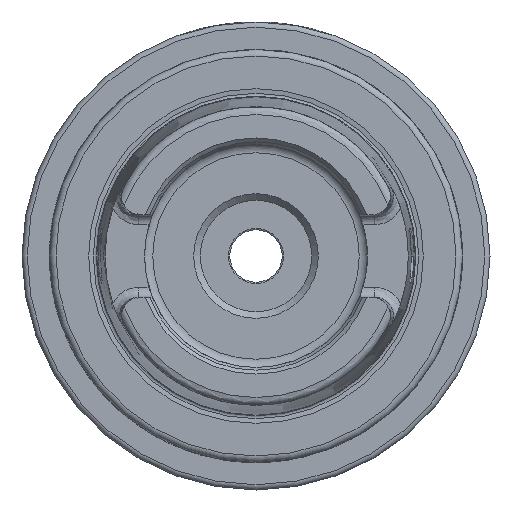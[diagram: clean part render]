
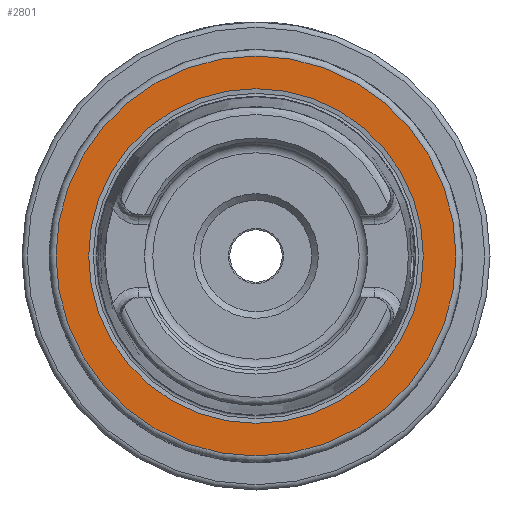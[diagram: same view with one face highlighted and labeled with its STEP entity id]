
A CAD part, left-side view. The second image highlights one B-rep face of the part: STEP entity #2801.
In plain terms, the highlighted planar face has unit normal (-1, 0, 0).
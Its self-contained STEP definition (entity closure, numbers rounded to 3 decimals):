
#131=PLANE('',#3133);
#274=FACE_OUTER_BOUND('',#664,.T.);
#454=CIRCLE('',#3131,25.521);
#455=CIRCLE('',#3132,25.521);
#456=CIRCLE('',#3134,30.5);
#457=CIRCLE('',#3135,30.5);
#504=FACE_BOUND('',#665,.T.);
#664=EDGE_LOOP('',(#2622,#2623));
#665=EDGE_LOOP('',(#2624,#2625));
#1309=VERTEX_POINT('',#6668);
#1310=VERTEX_POINT('',#6670);
#1311=VERTEX_POINT('',#6674);
#1312=VERTEX_POINT('',#6675);
#1748=EDGE_CURVE('',#1310,#1309,#454,.T.);
#1749=EDGE_CURVE('',#1309,#1310,#455,.T.);
#1750=EDGE_CURVE('',#1311,#1312,#456,.T.);
#1751=EDGE_CURVE('',#1312,#1311,#457,.T.);
#2622=ORIENTED_EDGE('',*,*,#1750,.F.);
#2623=ORIENTED_EDGE('',*,*,#1751,.F.);
#2624=ORIENTED_EDGE('',*,*,#1748,.T.);
#2625=ORIENTED_EDGE('',*,*,#1749,.T.);
#2801=ADVANCED_FACE('',(#274,#504),#131,.T.);
#3131=AXIS2_PLACEMENT_3D('',#6671,#3866,#3867);
#3132=AXIS2_PLACEMENT_3D('',#6672,#3868,#3869);
#3133=AXIS2_PLACEMENT_3D('',#6673,#3870,#3871);
#3134=AXIS2_PLACEMENT_3D('',#6676,#3872,#3873);
#3135=AXIS2_PLACEMENT_3D('',#6677,#3874,#3875);
#3866=DIRECTION('center_axis',(1.,0.,0.));
#3867=DIRECTION('ref_axis',(0.,0.,-1.));
#3868=DIRECTION('center_axis',(1.,0.,0.));
#3869=DIRECTION('ref_axis',(0.,0.,-1.));
#3870=DIRECTION('center_axis',(-1.,0.,0.));
#3871=DIRECTION('ref_axis',(0.,0.,1.));
#3872=DIRECTION('center_axis',(1.,0.,0.));
#3873=DIRECTION('ref_axis',(0.,0.,-1.));
#3874=DIRECTION('center_axis',(1.,0.,0.));
#3875=DIRECTION('ref_axis',(0.,0.,-1.));
#6668=CARTESIAN_POINT('',(0.,-25.521,0.));
#6670=CARTESIAN_POINT('',(0.,25.521,0.));
#6671=CARTESIAN_POINT('Origin',(0.,0.,
0.));
#6672=CARTESIAN_POINT('Origin',(0.,0.,
0.));
#6673=CARTESIAN_POINT('Origin',(0.,30.5,0.));
#6674=CARTESIAN_POINT('',(0.,30.5,0.));
#6675=CARTESIAN_POINT('',(0.,0.,30.5));
#6676=CARTESIAN_POINT('Origin',(0.,0.,
0.));
#6677=CARTESIAN_POINT('Origin',(0.,0.,
0.));
